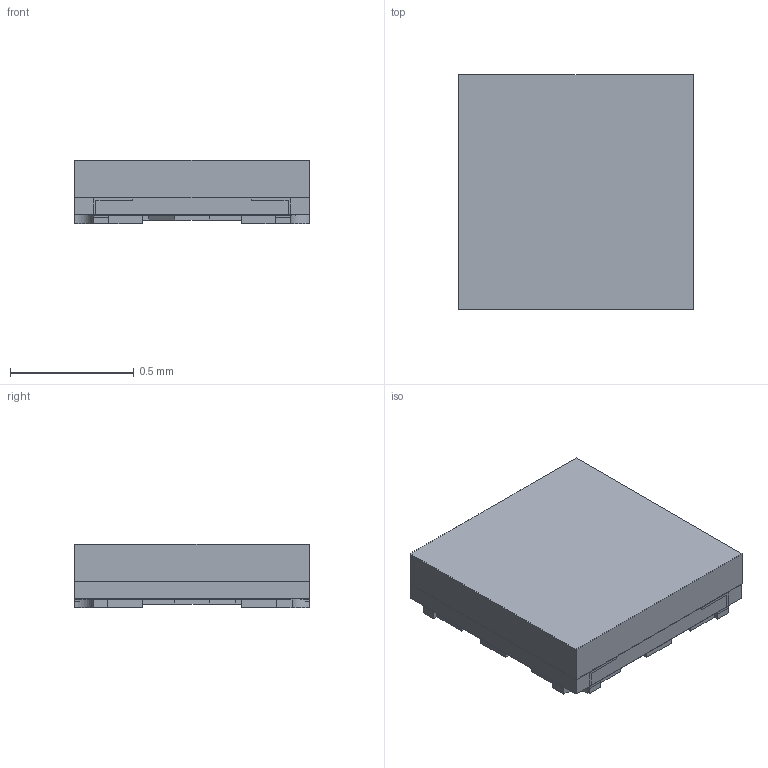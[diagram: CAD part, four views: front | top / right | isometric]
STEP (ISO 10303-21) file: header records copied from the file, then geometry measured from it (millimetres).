
FILE_DESCRIPTION(/* description */ ('Unknown'),/* implementation_level */ '2;1');
FILE_NAME(/* name */ '150044M155220',/* time_stamp */ '2022-02-23T13:21:54+01:00',/* author */ ('Unknown'),/* organization */ ('Unknown'),/* preprocessor_version */ 'ST-DEVELOPER v16.7',/* originating_system */ 'Solid Edge',/* authorisation */ 'Unknown');
FILE_SCHEMA (('AUTOMOTIVE_DESIGN {1 0 10303 214 3 1 1}'));
Length unit declared in the file: millimetre
Products named in the file (8): 150044M155220; Base; Cover; Contacts; Polarity mark; Resign; Clips 1; LEDs
Assembly tree (8 placements, depth 2):
  150044M155220
    Base
    Cover
    Contacts
    Polarity mark
    Resign
    Clips 1  x2
    LEDs
Bounding box: 0.95 x 0.95 x 0.26 mm (x, y, z)
Volume: 0.2 mm3; surface area: 7.3 mm2
Topology: 15 solids, 15 shells, 161 faces, 392 edges, 262 vertices
Faces by surface type: plane 147, cylinder 14
Entity records: 4342 total; most frequent: CARTESIAN_POINT 736, ORIENTED_EDGE 688, DIRECTION 668, EDGE_CURVE 344, LINE 312, VECTOR 312, VERTEX_POINT 230, AXIS2_PLACEMENT_3D 178
